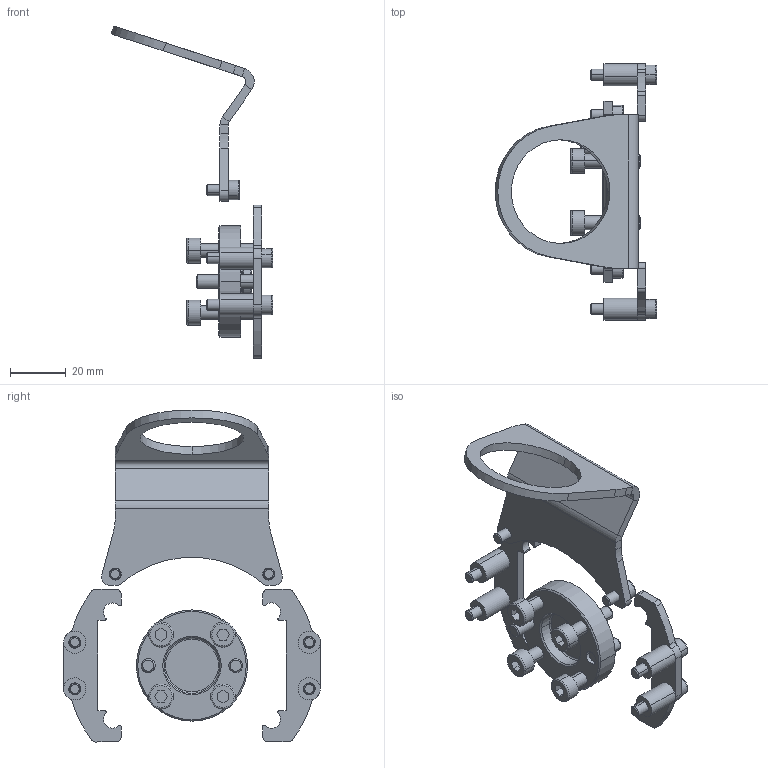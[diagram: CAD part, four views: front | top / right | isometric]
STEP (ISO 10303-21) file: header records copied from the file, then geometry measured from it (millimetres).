
FILE_DESCRIPTION (( 'STEP AP203' ), '1' );
FILE_NAME ('P5318.STEP', '2020-02-04T13:27:48', ( '' ), ( '' ), 'SwSTEP 2.0', 'SolidWorks 2017', '' );
FILE_SCHEMA (( 'CONFIG_CONTROL_DESIGN' ));
Length unit declared in the file: millimetre
Products named in the file (9): P0189-107; CPK 5x12 m6; P0183-025; Bix DRM 4380x12; MC6S 5x20; MC6S 4x20; P0183-148; MC6S 4x8; P5318
Assembly tree (20 placements, depth 2):
  P5318
    P0189-107
    P0183-148  x2
    P0183-025
    MC6S 4x8  x2
    Bix DRM 4380x12  x4
    MC6S 4x20  x4
    MC6S 5x20  x4
    CPK 5x12 m6  x2
Bounding box: 58.15 x 92.35 x 119.46 mm (x, y, z)
Volume: 29029 mm3; surface area: 23823.3 mm2
Topology: 20 solids, 20 shells, 366 faces, 834 edges, 530 vertices
Faces by surface type: plane 158, cylinder 146, cone 36, torus 26
Entity records: 6571 total; most frequent: DIRECTION 1030, CARTESIAN_POINT 891, ORIENTED_EDGE 844, EDGE_CURVE 422, AXIS2_PLACEMENT_3D 405, VERTEX_POINT 266, LINE 220, VECTOR 220
